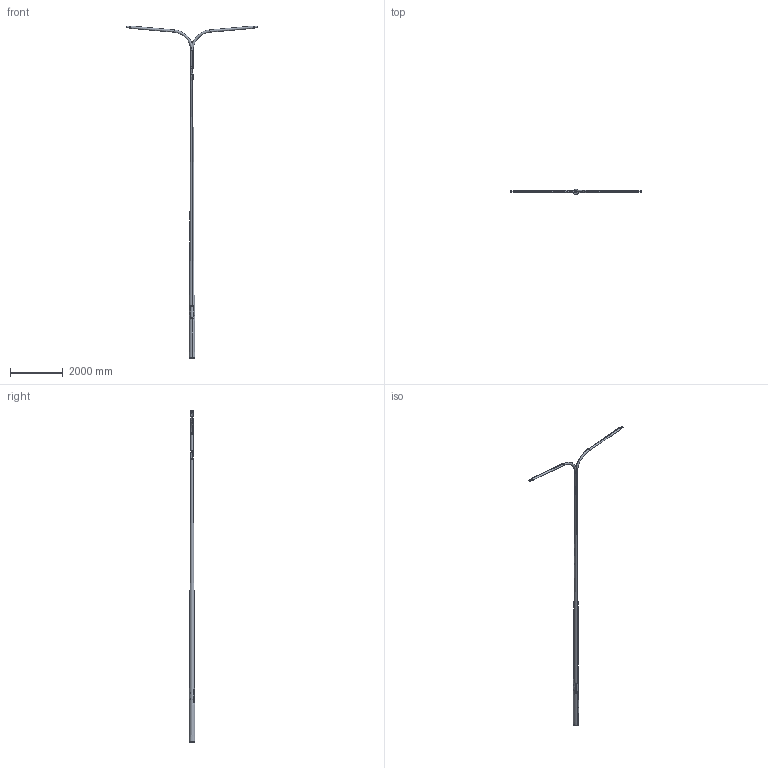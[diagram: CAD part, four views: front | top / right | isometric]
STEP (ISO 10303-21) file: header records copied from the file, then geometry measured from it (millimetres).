
FILE_DESCRIPTION (( 'STEP AP214' ), '1' );
FILE_NAME ('100890KGXS T225C312K 4607911 T-VARTINEN KARTIOPYLVÄS_3D.step', '2022-05-29T18:50:02', ( '' ), ( '' ), 'SwSTEP 2.0', 'SolidWorks 2021', '' );
FILE_SCHEMA (( 'AUTOMOTIVE_DESIGN' ));
Length unit declared in the file: millimetre
Products named in the file (13): T-VARREN LYHYEMPI AIHIO_T325BK; LATTA 5X16X460 KYTKENTÄAUKON VAHVIKE_C 1; PIDÄTINRUUVI DIN 914 - M10_DIN 914 - M10 x 20-N; KARTIOAIHIO_89-222-4-11100; KYTKENTÄAUKON LATTARAUTA_LATTA 4X20X150; KYTKENTÄAUKON LUUKKU_89-222-4-11100; T-KARTIOVARSI_T325BK; VARREN NEOPREN-TIIVISTE_D76X4; KARTIORUNKO_C312K; 100890KGXS T225C312K 4607911 T-VARTINEN KARTIOPYLVÄS_3D; socket head cap screw_din_DIN 912 M6 x 16 --- 16N; PIDÄTINRUUVI DIN 914 - M10_DIN 914 - M10 x 16-N; T-VARREN PIDEMPI AIHIO_T325BK
Assembly tree (21 placements, depth 3):
  100890KGXS T225C312K 4607911 T-VARTINEN KARTIOPYLVÄS_3D
    KARTIORUNKO_C312K
      KARTIOAIHIO_89-222-4-11100
      socket head cap screw_din_DIN 912 M6 x 16 --- 16N  x4
      LATTA 5X16X460 KYTKENTÄAUKON VAHVIKE_C 1  x2
      KYTKENTÄAUKON LATTARAUTA_LATTA 4X20X150  x2
      KYTKENTÄAUKON LUUKKU_89-222-4-11100
      PIDÄTINRUUVI DIN 914 - M10_DIN 914 - M10 x 16-N  x5
      PIDÄTINRUUVI DIN 914 - M10_DIN 914 - M10 x 20-N
    T-KARTIOVARSI_T325BK
      T-VARREN PIDEMPI AIHIO_T325BK
      T-VARREN LYHYEMPI AIHIO_T325BK
      VARREN NEOPREN-TIIVISTE_D76X4
Bounding box: 5005.29 x 222 x 12631.28 mm (x, y, z)
Volume: 26448375.6 mm3; surface area: 14140269.5 mm2
Topology: 20 solids, 20 shells, 367 faces, 865 edges, 528 vertices
Faces by surface type: plane 157, cylinder 94, cone 59, torus 42, bspline 15
Entity records: 12182 total; most frequent: CARTESIAN_POINT 6420, ORIENTED_EDGE 1062, DIRECTION 1020, EDGE_CURVE 531, AXIS2_PLACEMENT_3D 402, VERTEX_POINT 329, EDGE_LOOP 236, VECTOR 216
